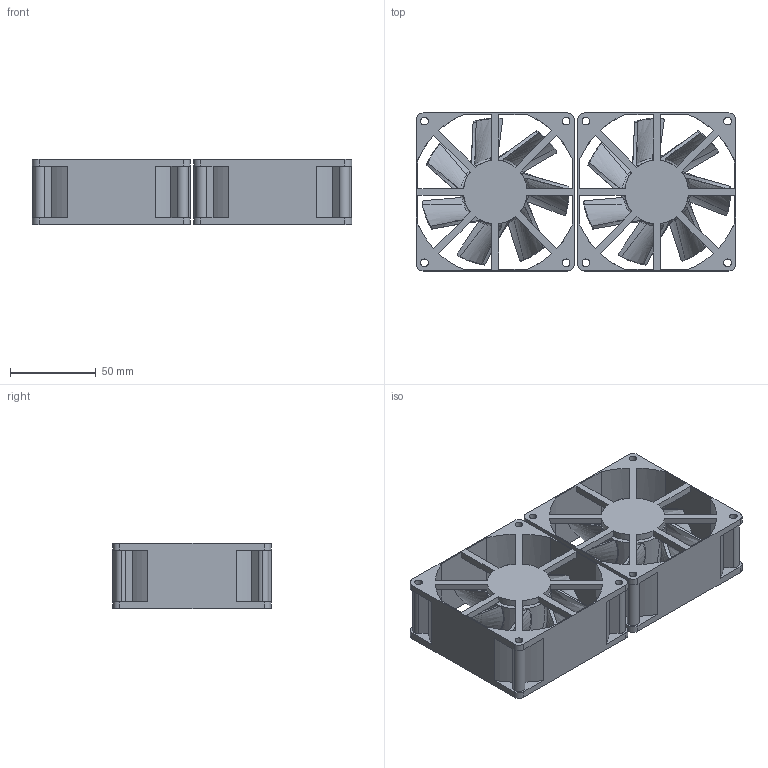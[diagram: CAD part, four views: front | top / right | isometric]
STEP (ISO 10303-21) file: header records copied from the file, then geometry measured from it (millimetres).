
FILE_DESCRIPTION (( 'STEP AP214' ), '1' );
FILE_NAME ('ACG-FAN-E20F.STEP', '2024-01-30T23:04:24', ( '' ), ( '' ), 'SwSTEP 2.0', 'SolidWorks 2021', '' );
FILE_SCHEMA (( 'AUTOMOTIVE_DESIGN' ));
Length unit declared in the file: inch
Products named in the file (1): ACG-FAN-E20F
Bounding box: 186 x 92 x 38 mm (x, y, z)
Volume: 177172.7 mm3; surface area: 110543.4 mm2
Topology: 4 solids, 4 shells, 394 faces, 1124 edges, 726 vertices
Faces by surface type: bspline 196, cylinder 106, plane 92
Entity records: 32291 total; most frequent: CARTESIAN_POINT 23227, ORIENTED_EDGE 2248, DIRECTION 1334, EDGE_CURVE 1124, VERTEX_POINT 726, AXIS2_PLACEMENT_3D 451, LINE 432, VECTOR 432
